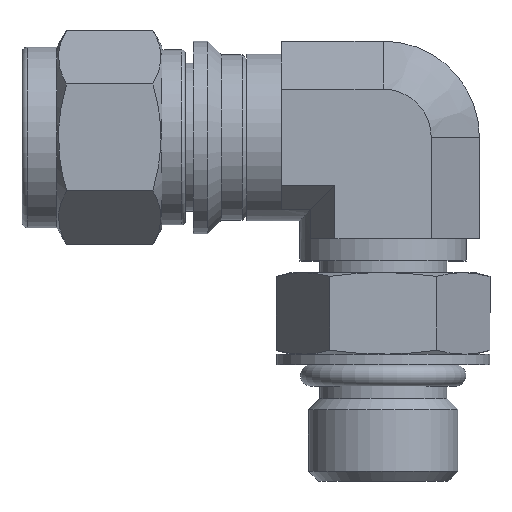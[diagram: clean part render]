
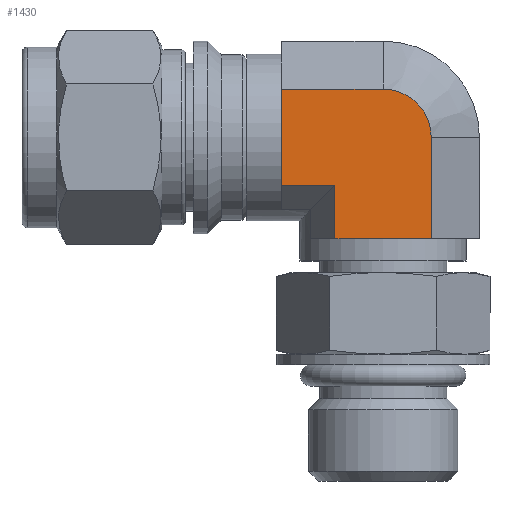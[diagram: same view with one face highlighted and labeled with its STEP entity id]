
A CAD part, top view. The second image highlights one B-rep face of the part: STEP entity #1430.
In plain terms, the highlighted planar face has unit normal (0, 0, 1).
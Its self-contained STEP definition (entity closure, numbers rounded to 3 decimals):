
#123=CIRCLE('',#1574,4.128);
#217=FACE_OUTER_BOUND('',#314,.T.);
#314=EDGE_LOOP('',(#1127,#1128,#1129,#1130,#1131,#1132,#1133,#1134,#1135));
#398=LINE('',#2408,#491);
#403=LINE('',#2421,#496);
#406=LINE('',#2431,#499);
#413=LINE('',#2445,#506);
#414=LINE('',#2450,#507);
#415=LINE('',#2452,#508);
#416=LINE('',#2454,#509);
#417=LINE('',#2455,#510);
#491=VECTOR('',#1885,10.);
#496=VECTOR('',#1896,10.);
#499=VECTOR('',#1907,10.);
#506=VECTOR('',#1922,10.);
#507=VECTOR('',#1929,10.);
#508=VECTOR('',#1930,10.);
#509=VECTOR('',#1931,10.);
#510=VECTOR('',#1932,10.);
#629=VERTEX_POINT('',#2387);
#630=VERTEX_POINT('',#2389);
#635=VERTEX_POINT('',#2402);
#637=VERTEX_POINT('',#2406);
#642=VERTEX_POINT('',#2419);
#645=VERTEX_POINT('',#2429);
#649=VERTEX_POINT('',#2449);
#650=VERTEX_POINT('',#2451);
#651=VERTEX_POINT('',#2453);
#793=EDGE_CURVE('',#630,#629,#123,.T.);
#802=EDGE_CURVE('',#637,#635,#398,.T.);
#808=EDGE_CURVE('',#637,#642,#403,.T.);
#813=EDGE_CURVE('',#642,#645,#406,.T.);
#821=EDGE_CURVE('',#645,#630,#413,.T.);
#823=EDGE_CURVE('',#649,#629,#414,.T.);
#824=EDGE_CURVE('',#649,#650,#415,.T.);
#825=EDGE_CURVE('',#650,#651,#416,.T.);
#826=EDGE_CURVE('',#651,#635,#417,.T.);
#1127=ORIENTED_EDGE('',*,*,#802,.F.);
#1128=ORIENTED_EDGE('',*,*,#808,.T.);
#1129=ORIENTED_EDGE('',*,*,#813,.T.);
#1130=ORIENTED_EDGE('',*,*,#821,.T.);
#1131=ORIENTED_EDGE('',*,*,#793,.T.);
#1132=ORIENTED_EDGE('',*,*,#823,.F.);
#1133=ORIENTED_EDGE('',*,*,#824,.T.);
#1134=ORIENTED_EDGE('',*,*,#825,.T.);
#1135=ORIENTED_EDGE('',*,*,#826,.T.);
#1358=PLANE('',#1592);
#1430=ADVANCED_FACE('',(#217),#1358,.T.);
#1574=AXIS2_PLACEMENT_3D('',#2390,#1869,#1870);
#1592=AXIS2_PLACEMENT_3D('',#2448,#1927,#1928);
#1869=DIRECTION('center_axis',(0.,0.,1.));
#1870=DIRECTION('ref_axis',(1.,0.,0.));
#1885=DIRECTION('',(0.,1.,0.));
#1896=DIRECTION('',(1.,0.,0.));
#1907=DIRECTION('',(1.,0.,0.));
#1922=DIRECTION('',(0.,1.,0.));
#1927=DIRECTION('center_axis',(0.,0.,1.));
#1928=DIRECTION('ref_axis',(0.,-1.,0.));
#1929=DIRECTION('',(1.,0.,0.));
#1930=DIRECTION('',(0.,-1.,0.));
#1931=DIRECTION('',(0.,-1.,0.));
#1932=DIRECTION('',(1.,0.,0.));
#2387=CARTESIAN_POINT('',(0.,4.128,7.15));
#2389=CARTESIAN_POINT('',(4.128,0.,7.15));
#2390=CARTESIAN_POINT('Origin',(0.,0.,
7.15));
#2402=CARTESIAN_POINT('',(-4.128,-4.128,7.15));
#2406=CARTESIAN_POINT('',(-4.128,-8.7,7.15));
#2408=CARTESIAN_POINT('',(-4.128,-8.7,7.15));
#2419=CARTESIAN_POINT('',(0.,-8.7,7.15));
#2421=CARTESIAN_POINT('',(-4.128,-8.7,7.15));
#2429=CARTESIAN_POINT('',(4.128,-8.7,7.15));
#2431=CARTESIAN_POINT('',(-4.128,-8.7,7.15));
#2445=CARTESIAN_POINT('',(4.128,-8.7,7.15));
#2448=CARTESIAN_POINT('Origin',(-8.7,4.128,7.15));
#2449=CARTESIAN_POINT('',(-8.7,4.128,7.15));
#2450=CARTESIAN_POINT('',(-8.7,4.128,7.15));
#2451=CARTESIAN_POINT('',(-8.7,0.,7.15));
#2452=CARTESIAN_POINT('',(-8.7,4.128,7.15));
#2453=CARTESIAN_POINT('',(-8.7,-4.128,7.15));
#2454=CARTESIAN_POINT('',(-8.7,4.128,7.15));
#2455=CARTESIAN_POINT('',(-8.7,-4.128,7.15));
